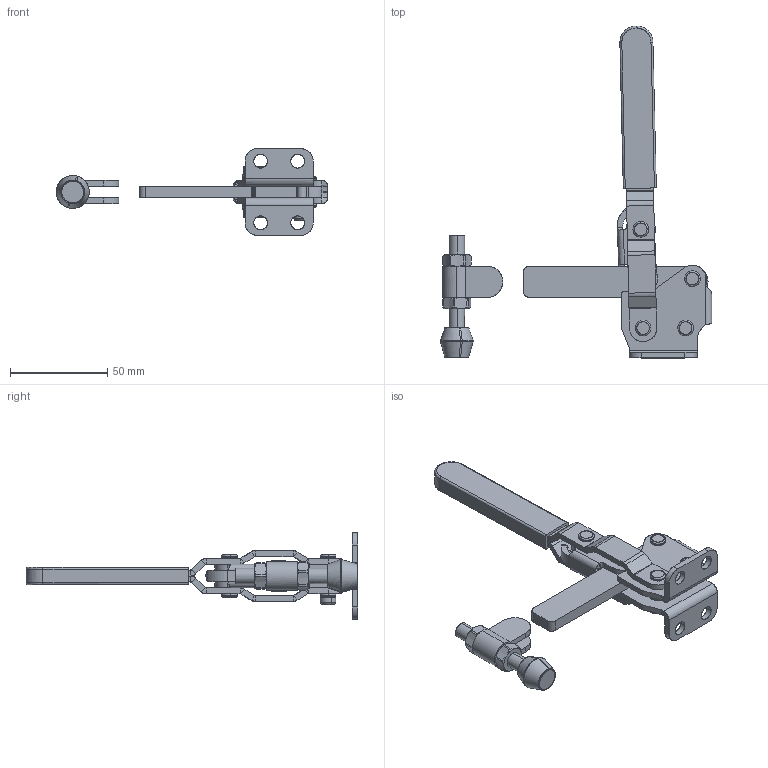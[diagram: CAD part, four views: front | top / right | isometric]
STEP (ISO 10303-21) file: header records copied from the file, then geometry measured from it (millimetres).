
FILE_DESCRIPTION(('CATIA V5 STEP Exchange'),'2;1');
FILE_NAME('TD2-07S.stp','2012-05-14T12:58:57+00:00',('none'),('none'),'CATIA Version 5 Release 19 SP 3 (IN-10)','CATIA V5 STEP AP203','none');
FILE_SCHEMA(('CONFIG_CONTROL_DESIGN'));
Products named in the file (1): T-207-S
Bounding box: 139.6 x 170.77 x 44.55 mm (x, y, z)
Surface area: 37711.1 mm2 (no closed solid volume)
Topology: 0 solids, 507 shells, 509 faces, 5363 edges, 5361 vertices
Faces by surface type: plane 183, cylinder 143, bspline 131, revolution 52
Entity records: 49711 total; most frequent: CARTESIAN_POINT 24120, ORIENTED_EDGE 5365, EDGE_CURVE 5363, VERTEX_POINT 5361, B_SPLINE_CURVE_WITH_KNOTS 5155, DIRECTION 748, EDGE_LOOP 554, ADVANCED_FACE 509
